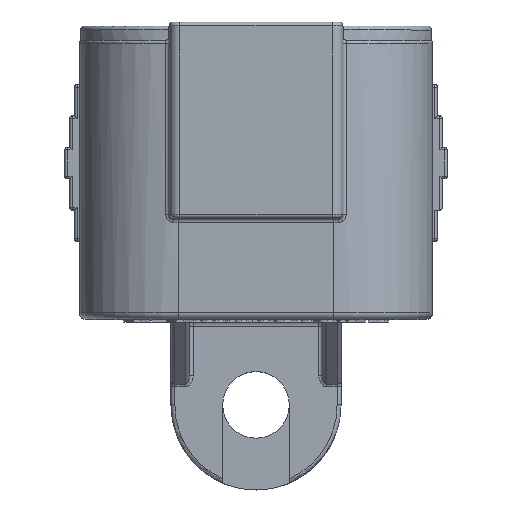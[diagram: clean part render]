
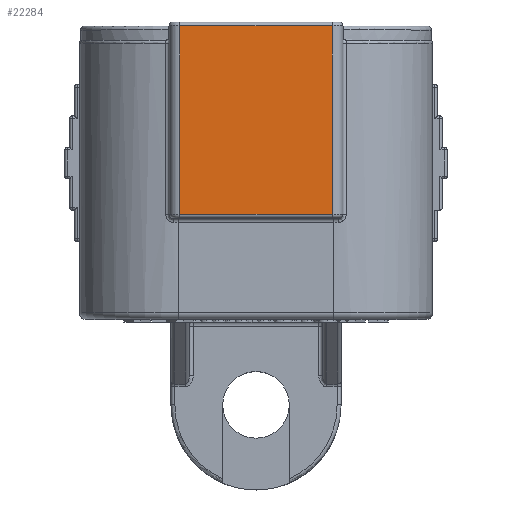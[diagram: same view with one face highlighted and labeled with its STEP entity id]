
A CAD part, top view. The second image highlights one B-rep face of the part: STEP entity #22284.
In plain terms, the highlighted planar face has unit normal (0, 0, 1).
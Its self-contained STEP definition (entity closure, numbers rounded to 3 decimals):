
#7726=DIRECTION('',(1.,0.,0.));
#7727=VECTOR('',#7726,11.65);
#7728=CARTESIAN_POINT('',(-5.825,21.1,15.25));
#7729=LINE('',#7728,#7727);
#7730=DIRECTION('',(0.,-1.,0.));
#7731=VECTOR('',#7730,14.4);
#7732=CARTESIAN_POINT('',(5.825,21.1,15.25));
#7733=LINE('',#7732,#7731);
#7734=DIRECTION('',(-1.,0.,0.));
#7735=VECTOR('',#7734,11.65);
#7736=CARTESIAN_POINT('',(5.825,6.7,15.25));
#7737=LINE('',#7736,#7735);
#7738=DIRECTION('',(0.,-1.,0.));
#7739=VECTOR('',#7738,14.4);
#7740=CARTESIAN_POINT('',(-5.825,21.1,15.25));
#7741=LINE('',#7740,#7739);
#9015=CARTESIAN_POINT('',(5.825,21.1,15.25));
#9016=VERTEX_POINT('',#9015);
#9019=CARTESIAN_POINT('',(-5.825,21.1,15.25));
#9020=VERTEX_POINT('',#9019);
#9033=CARTESIAN_POINT('',(-5.825,6.7,15.25));
#9035=VERTEX_POINT('',#9033);
#9039=CARTESIAN_POINT('',(5.825,6.7,15.25));
#9040=VERTEX_POINT('',#9039);
#22272=CARTESIAN_POINT('',(-6.625,21.4,15.25));
#22273=DIRECTION('',(0.,0.,1.));
#22274=DIRECTION('',(1.,0.,0.));
#22275=AXIS2_PLACEMENT_3D('',#22272,#22273,#22274);
#22276=PLANE('',#22275);
#22277=ORIENTED_EDGE('',*,*,#11717,.T.);
#22279=ORIENTED_EDGE('',*,*,#22278,.T.);
#22280=ORIENTED_EDGE('',*,*,#22227,.T.);
#22281=ORIENTED_EDGE('',*,*,#22265,.F.);
#22282=EDGE_LOOP('',(#22277,#22279,#22280,#22281));
#22283=FACE_OUTER_BOUND('',#22282,.F.);
#22284=ADVANCED_FACE('',(#22283),#22276,.T.);
#11717=EDGE_CURVE('',#9020,#9016,#7729,.T.);
#22227=EDGE_CURVE('',#9040,#9035,#7737,.T.);
#22265=EDGE_CURVE('',#9020,#9035,#7741,.T.);
#22278=EDGE_CURVE('',#9016,#9040,#7733,.T.);
